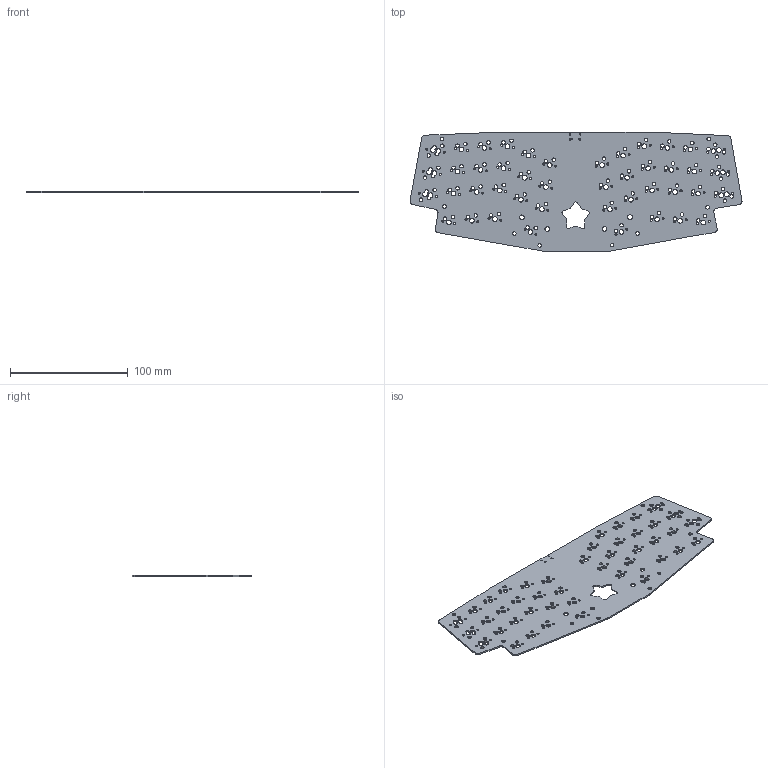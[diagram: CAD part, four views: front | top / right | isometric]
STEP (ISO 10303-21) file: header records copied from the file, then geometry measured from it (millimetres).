
FILE_DESCRIPTION(('KiCad electronic assembly'),'2;1');
FILE_NAME('stm32f072_template.step','2024-11-25T08:17:34',('Pcbnew'),( 'Kicad'),'Open CASCADE STEP processor 7.6','KiCad to STEP converter' ,'Unknown');
FILE_SCHEMA(('AUTOMOTIVE_DESIGN { 1 0 10303 214 1 1 1 1 }'));
Length unit declared in the file: millimetre
Products named in the file (2): stm32f072_template 1; _autosave-morningstar_stm_PCB
Assembly tree (1 placements, depth 2):
  stm32f072_template 1
    _autosave-morningstar_stm_PCB
Bounding box: 282.1 x 101.59 x 1.2 mm (x, y, z)
Volume: 27129.2 mm3; surface area: 48757.6 mm2
Topology: 1 solids, 1 shells, 374 faces, 1116 edges, 744 vertices
Faces by surface type: cylinder 277, plane 97
Full cylindrical faces by diameter (mm): 0.65 x2, 1.75 x88, 3 x94, 3.048 x4, 3.2 x4, 3.988 x48
Entity records: 13895 total; most frequent: DIRECTION 2422, CARTESIAN_POINT 2236, ORIENTED_EDGE 2232, EDGE_CURVE 1116, AXIS2_PLACEMENT_3D 930, FACE_BOUND 876, EDGE_LOOP 876, VERTEX_POINT 744
